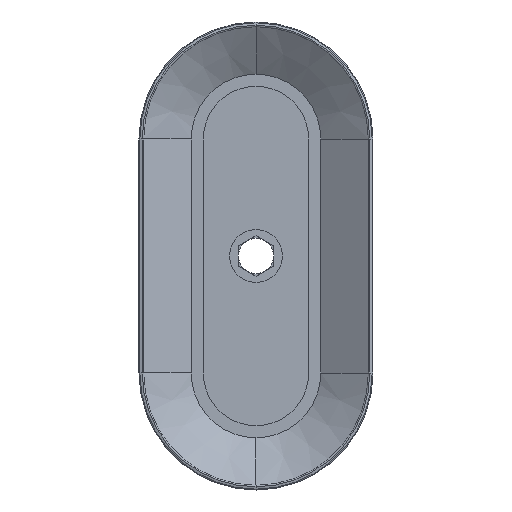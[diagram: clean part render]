
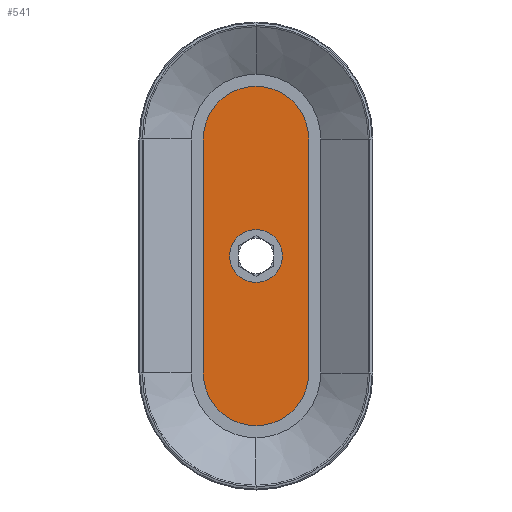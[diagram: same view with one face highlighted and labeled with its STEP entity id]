
A CAD part, front view. The second image highlights one B-rep face of the part: STEP entity #541.
In plain terms, the highlighted planar face has unit normal (0, -1, 0).
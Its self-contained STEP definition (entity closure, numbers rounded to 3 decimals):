
#541=ADVANCED_FACE('',(#1208,#1209),#1210,.F.);
#1208=FACE_BOUND('',#2002,.T.);
#1209=FACE_OUTER_BOUND('',#2003,.T.);
#1210=PLANE('',#2004);
#2002=EDGE_LOOP('',(#4832,#4833));
#2003=EDGE_LOOP('',(#4834,#4835,#4836,#4837,#4838,#4839));
#2004=AXIS2_PLACEMENT_3D('',#4840,#4841,#4842);
#4832=ORIENTED_EDGE('',*,*,#6343,.F.);
#4833=ORIENTED_EDGE('',*,*,#6005,.F.);
#4834=ORIENTED_EDGE('',*,*,#6344,.T.);
#4835=ORIENTED_EDGE('',*,*,#6235,.F.);
#4836=ORIENTED_EDGE('',*,*,#5907,.F.);
#4837=ORIENTED_EDGE('',*,*,#6287,.F.);
#4838=ORIENTED_EDGE('',*,*,#6340,.F.);
#4839=ORIENTED_EDGE('',*,*,#6021,.F.);
#4840=CARTESIAN_POINT('',(-0.05,9.0,20.0));
#4841=DIRECTION('',(0.,1.0,0.));
#4842=DIRECTION('',(-1.0,0.,0.0));
#5907=EDGE_CURVE('',#6764,#6760,#6766,.T.);
#6005=EDGE_CURVE('',#6925,#6927,#6928,.T.);
#6021=EDGE_CURVE('',#6952,#6953,#6954,.T.);
#6235=EDGE_CURVE('',#6760,#7273,#7274,.T.);
#6287=EDGE_CURVE('',#7333,#6764,#7335,.T.);
#6340=EDGE_CURVE('',#6953,#7333,#7397,.T.);
#6343=EDGE_CURVE('',#6927,#6925,#7400,.T.);
#6344=EDGE_CURVE('',#6952,#7273,#7401,.T.);
#6760=VERTEX_POINT('',#7918);
#6764=VERTEX_POINT('',#7923);
#6766=CIRCLE('',#7926,9.0);
#6925=VERTEX_POINT('',#8125);
#6927=VERTEX_POINT('',#8128);
#6928=CIRCLE('',#8129,4.5);
#6952=VERTEX_POINT('',#8160);
#6953=VERTEX_POINT('',#8161);
#6954=CIRCLE('',#8162,9.0);
#7273=VERTEX_POINT('',#8814);
#7274=CIRCLE('',#8815,9.0);
#7333=VERTEX_POINT('',#8898);
#7335=LINE('',#8901,#8902);
#7397=CIRCLE('',#8988,9.0);
#7400=CIRCLE('',#8991,4.5);
#7401=LINE('',#8992,#8993);
#7918=CARTESIAN_POINT('',(0.,9.0,-29.0));
#7923=CARTESIAN_POINT('',(9.,9.0,-20.));
#7926=AXIS2_PLACEMENT_3D('',#10081,#10082,#10083);
#8125=CARTESIAN_POINT('',(-4.5,9.0,0.));
#8128=CARTESIAN_POINT('',(4.5,9.0,0.));
#8129=AXIS2_PLACEMENT_3D('',#10249,#10250,#10251);
#8160=CARTESIAN_POINT('',(-9.0,9.0,20.0));
#8161=CARTESIAN_POINT('',(0.,9.0,29.0));
#8162=AXIS2_PLACEMENT_3D('',#10271,#10272,#10273);
#8814=CARTESIAN_POINT('',(-9.0,9.0,-20.));
#8815=AXIS2_PLACEMENT_3D('',#10565,#10566,#10567);
#8898=CARTESIAN_POINT('',(9.0,9.0,20.));
#8901=CARTESIAN_POINT('',(9.0,9.0,20.));
#8902=VECTOR('',#10611,1000.0);
#8988=AXIS2_PLACEMENT_3D('',#10670,#10671,#10672);
#8991=AXIS2_PLACEMENT_3D('',#10676,#10677,#10678);
#8992=CARTESIAN_POINT('',(-9.0,9.0,20.0));
#8993=VECTOR('',#10679,1000.0);
#10081=CARTESIAN_POINT('',(0.,9.0,-20.0));
#10082=DIRECTION('',(0.0,1.0,0.0));
#10083=DIRECTION('',(0.0,0.0,1.0));
#10249=CARTESIAN_POINT('',(0.,9.0,0.));
#10250=DIRECTION('',(0.,-1.0,0.));
#10251=DIRECTION('',(1.0,0.,0.));
#10271=CARTESIAN_POINT('',(0.,9.0,20.0));
#10272=DIRECTION('',(0.0,1.0,0.0));
#10273=DIRECTION('',(0.0,0.0,1.0));
#10565=CARTESIAN_POINT('',(0.,9.0,-20.0));
#10566=DIRECTION('',(0.0,1.0,0.0));
#10567=DIRECTION('',(0.0,0.0,1.0));
#10611=DIRECTION('',(0.,0.0,-1.0));
#10670=CARTESIAN_POINT('',(0.,9.0,20.0));
#10671=DIRECTION('',(0.0,1.0,0.0));
#10672=DIRECTION('',(0.0,0.0,1.0));
#10676=CARTESIAN_POINT('',(0.,9.0,0.));
#10677=DIRECTION('',(0.,-1.0,0.));
#10678=DIRECTION('',(1.0,0.,0.));
#10679=DIRECTION('',(0.,-0.0,-1.0));
